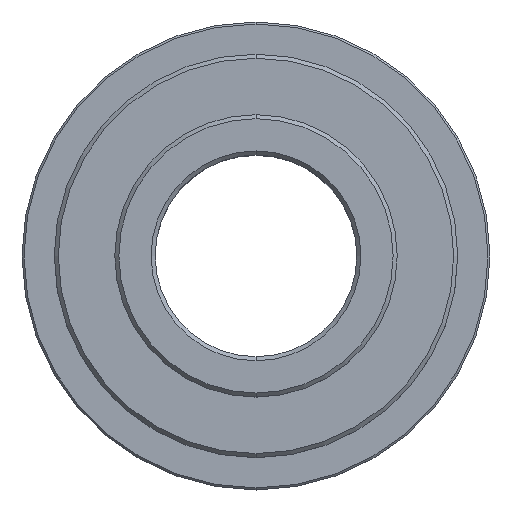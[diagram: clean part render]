
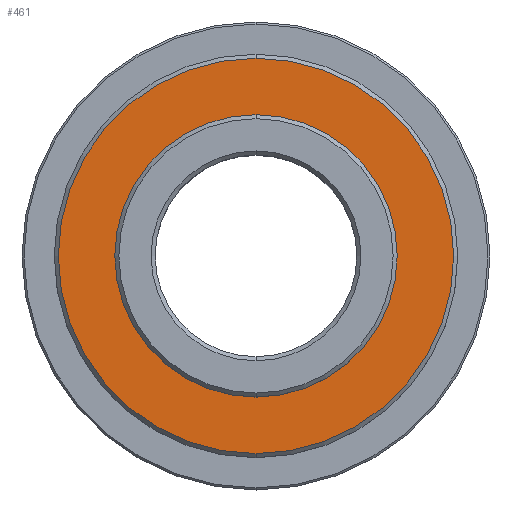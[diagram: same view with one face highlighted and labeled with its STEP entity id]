
A CAD part, top view. The second image highlights one B-rep face of the part: STEP entity #461.
In plain terms, the highlighted planar face has unit normal (0, 0, 1).
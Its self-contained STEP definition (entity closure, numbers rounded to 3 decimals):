
#17 = ORIENTED_EDGE ( 'NONE', *, *, #510, .T. ) ;
#24 = DIRECTION ( 'NONE',  ( 0., 0., -1. ) ) ;
#45 = CARTESIAN_POINT ( 'NONE',  ( 0., -24.5, 25. ) ) ;
#48 = DIRECTION ( 'NONE',  ( 0., 0., -1. ) ) ;
#57 = ORIENTED_EDGE ( 'NONE', *, *, #607, .T. ) ;
#87 = FACE_OUTER_BOUND ( 'NONE', #677, .T. ) ;
#116 = EDGE_CURVE ( 'NONE', #805, #762, #718, .T. ) ;
#126 = CARTESIAN_POINT ( 'NONE',  ( 0., 0., 25. ) ) ;
#129 = CARTESIAN_POINT ( 'NONE',  ( 0., -17.5, 25. ) ) ;
#131 = AXIS2_PLACEMENT_3D ( 'NONE', #899, #612, #471 ) ;
#147 = AXIS2_PLACEMENT_3D ( 'NONE', #259, #400, #686 ) ;
#155 = DIRECTION ( 'NONE',  ( 0., 0., 1. ) ) ;
#190 = CARTESIAN_POINT ( 'NONE',  ( 0., 24.5, 25. ) ) ;
#201 = ORIENTED_EDGE ( 'NONE', *, *, #116, .T. ) ;
#250 = CIRCLE ( 'NONE', #131, 24.5 ) ;
#259 = CARTESIAN_POINT ( 'NONE',  ( 0., 0., 25. ) ) ;
#262 = DIRECTION ( 'NONE',  ( 0., 1., 0. ) ) ;
#287 = ORIENTED_EDGE ( 'NONE', *, *, #678, .T. ) ;
#345 = DIRECTION ( 'NONE',  ( 0., 1., 0. ) ) ;
#347 = CARTESIAN_POINT ( 'NONE',  ( 0., 0., 25. ) ) ;
#388 = PLANE ( 'NONE',  #665 ) ;
#400 = DIRECTION ( 'NONE',  ( 0., 0., 1. ) ) ;
#453 = FACE_BOUND ( 'NONE', #794, .T. ) ;
#461 = ADVANCED_FACE ( 'NONE', ( #87, #453 ), #388, .T. ) ;
#471 = DIRECTION ( 'NONE',  ( 0., -1., 0. ) ) ;
#489 = AXIS2_PLACEMENT_3D ( 'NONE', #126, #24, #345 ) ;
#510 = EDGE_CURVE ( 'NONE', #647, #796, #810, .T. ) ;
#586 = CARTESIAN_POINT ( 'NONE',  ( 0., 25., 25. ) ) ;
#607 = EDGE_CURVE ( 'NONE', #796, #647, #250, .T. ) ;
#612 = DIRECTION ( 'NONE',  ( 0., 0., 1. ) ) ;
#614 = CIRCLE ( 'NONE', #788, 17.5 ) ;
#647 = VERTEX_POINT ( 'NONE', #190 ) ;
#665 = AXIS2_PLACEMENT_3D ( 'NONE', #586, #155, #669 ) ;
#669 = DIRECTION ( 'NONE',  ( 0., -1., 0. ) ) ;
#677 = EDGE_LOOP ( 'NONE', ( #17, #57 ) ) ;
#678 = EDGE_CURVE ( 'NONE', #762, #805, #614, .T. ) ;
#686 = DIRECTION ( 'NONE',  ( 0., -1., 0. ) ) ;
#706 = CARTESIAN_POINT ( 'NONE',  ( 0., 17.5, 25. ) ) ;
#718 = CIRCLE ( 'NONE', #489, 17.5 ) ;
#762 = VERTEX_POINT ( 'NONE', #706 ) ;
#788 = AXIS2_PLACEMENT_3D ( 'NONE', #347, #48, #262 ) ;
#794 = EDGE_LOOP ( 'NONE', ( #287, #201 ) ) ;
#796 = VERTEX_POINT ( 'NONE', #45 ) ;
#805 = VERTEX_POINT ( 'NONE', #129 ) ;
#810 = CIRCLE ( 'NONE', #147, 24.5 ) ;
#899 = CARTESIAN_POINT ( 'NONE',  ( 0., 0., 25. ) ) ;
